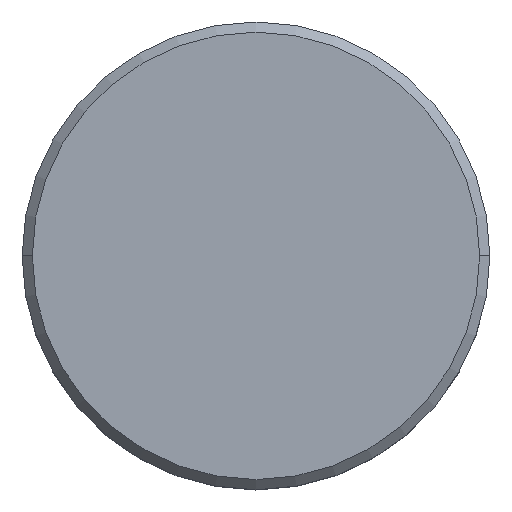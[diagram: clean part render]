
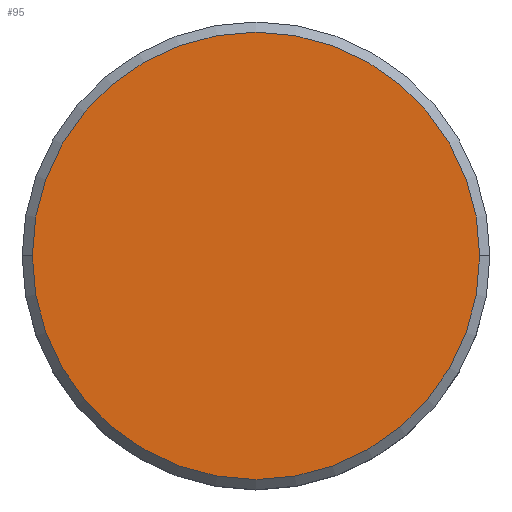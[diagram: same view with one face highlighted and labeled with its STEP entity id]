
A CAD part, top view. The second image highlights one B-rep face of the part: STEP entity #95.
In plain terms, the highlighted planar face has unit normal (0, 0, 1).
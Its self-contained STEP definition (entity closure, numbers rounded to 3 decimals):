
#32 = EDGE_LOOP ( 'NONE', ( #162, #518 ) ) ;
#56 = CARTESIAN_POINT ( 'NONE',  ( 0., 0., 0. ) ) ;
#64 = CARTESIAN_POINT ( 'NONE',  ( 11., 0., 0. ) ) ;
#95 = ADVANCED_FACE ( 'NONE', ( #381 ), #102, .T. ) ;
#102 = PLANE ( 'NONE',  #563 ) ;
#126 = CIRCLE ( 'NONE', #136, 11. ) ;
#136 = AXIS2_PLACEMENT_3D ( 'NONE', #56, #283, #142 ) ;
#142 = DIRECTION ( 'NONE',  ( 1., 0., 0. ) ) ;
#162 = ORIENTED_EDGE ( 'NONE', *, *, #527, .T. ) ;
#173 = EDGE_CURVE ( 'NONE', #205, #478, #293, .T. ) ;
#205 = VERTEX_POINT ( 'NONE', #64 ) ;
#217 = CARTESIAN_POINT ( 'NONE',  ( -11., 0., 0. ) ) ;
#232 = DIRECTION ( 'NONE',  ( 1., 0., 0. ) ) ;
#236 = CARTESIAN_POINT ( 'NONE',  ( 0., 0., 0. ) ) ;
#276 = DIRECTION ( 'NONE',  ( 0., 0., 1. ) ) ;
#283 = DIRECTION ( 'NONE',  ( 0., 0., 1. ) ) ;
#293 = CIRCLE ( 'NONE', #356, 11. ) ;
#356 = AXIS2_PLACEMENT_3D ( 'NONE', #561, #276, #232 ) ;
#381 = FACE_OUTER_BOUND ( 'NONE', #32, .T. ) ;
#412 = DIRECTION ( 'NONE',  ( 1., 0., 0. ) ) ;
#478 = VERTEX_POINT ( 'NONE', #217 ) ;
#498 = DIRECTION ( 'NONE',  ( 0., 0., 1. ) ) ;
#518 = ORIENTED_EDGE ( 'NONE', *, *, #173, .T. ) ;
#527 = EDGE_CURVE ( 'NONE', #478, #205, #126, .T. ) ;
#561 = CARTESIAN_POINT ( 'NONE',  ( 0., 0., 0. ) ) ;
#563 = AXIS2_PLACEMENT_3D ( 'NONE', #236, #498, #412 ) ;
